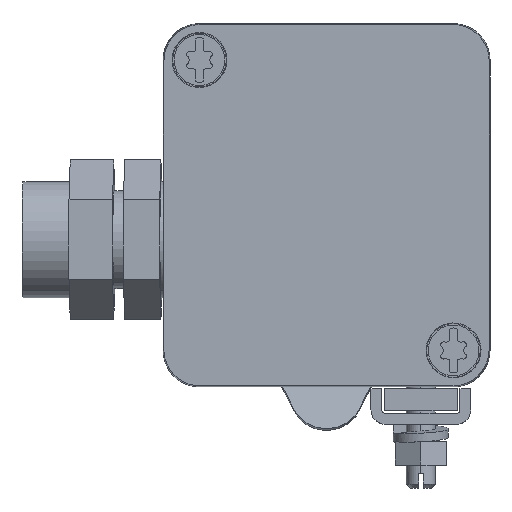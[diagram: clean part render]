
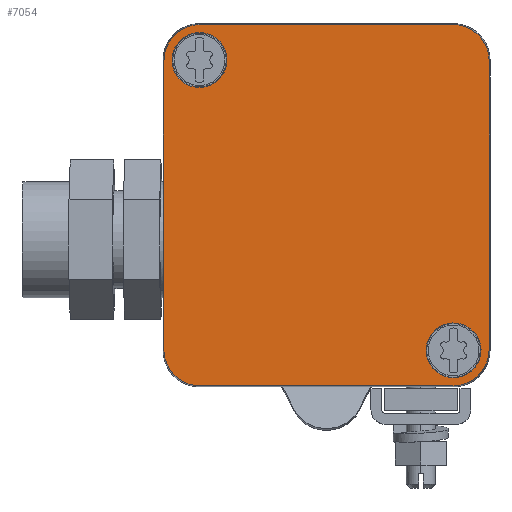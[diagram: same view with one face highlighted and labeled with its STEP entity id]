
A CAD part, top view. The second image highlights one B-rep face of the part: STEP entity #7054.
In plain terms, the highlighted planar face has unit normal (0, 0, 1).
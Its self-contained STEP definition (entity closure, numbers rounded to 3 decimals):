
#480=AXIS2_PLACEMENT_3D('Circle Axis2P3D',#478,#479,$) ;
#507=AXIS2_PLACEMENT_3D('Circle Axis2P3D',#505,#506,$) ;
#539=AXIS2_PLACEMENT_3D('Circle Axis2P3D',#537,#538,$) ;
#566=AXIS2_PLACEMENT_3D('Circle Axis2P3D',#564,#565,$) ;
#7034=AXIS2_PLACEMENT_3D('Plane Axis2P3D',#7031,#7032,#7033) ;
#48=CARTESIAN_POINT('Vertex',(19.549,19.054,36.74)) ;
#51=CARTESIAN_POINT('Line Origine',(19.549,38.95,36.74)) ;
#55=CARTESIAN_POINT('Vertex',(19.549,58.846,36.74)) ;
#83=CARTESIAN_POINT('Control Point',(19.549,58.846,36.74)) ;
#84=CARTESIAN_POINT('Control Point',(19.549,60.417,36.74)) ;
#85=CARTESIAN_POINT('Control Point',(20.164,61.989,36.74)) ;
#86=CARTESIAN_POINT('Control Point',(21.406,63.23,36.74)) ;
#87=CARTESIAN_POINT('Control Point',(22.978,63.845,36.74)) ;
#88=CARTESIAN_POINT('Control Point',(24.549,63.845,36.74)) ;
#89=CARTESIAN_POINT('Vertex',(24.549,63.845,36.74)) ;
#121=CARTESIAN_POINT('Control Point',(24.549,14.055,36.74)) ;
#122=CARTESIAN_POINT('Control Point',(22.978,14.055,36.74)) ;
#123=CARTESIAN_POINT('Control Point',(21.406,14.67,36.74)) ;
#124=CARTESIAN_POINT('Control Point',(20.164,15.911,36.74)) ;
#125=CARTESIAN_POINT('Control Point',(19.549,17.483,36.74)) ;
#126=CARTESIAN_POINT('Control Point',(19.549,19.054,36.74)) ;
#127=CARTESIAN_POINT('Vertex',(24.549,14.055,36.74)) ;
#346=CARTESIAN_POINT('Line Origine',(41.945,63.845,36.74)) ;
#350=CARTESIAN_POINT('Vertex',(59.341,63.845,36.74)) ;
#371=CARTESIAN_POINT('Line Origine',(41.945,14.055,36.74)) ;
#375=CARTESIAN_POINT('Vertex',(59.341,14.055,36.74)) ;
#397=CARTESIAN_POINT('Control Point',(64.34,19.054,36.74)) ;
#398=CARTESIAN_POINT('Control Point',(64.34,17.483,36.74)) ;
#399=CARTESIAN_POINT('Control Point',(63.725,15.911,36.74)) ;
#400=CARTESIAN_POINT('Control Point',(62.483,14.67,36.74)) ;
#401=CARTESIAN_POINT('Control Point',(60.911,14.055,36.74)) ;
#402=CARTESIAN_POINT('Control Point',(59.341,14.055,36.74)) ;
#403=CARTESIAN_POINT('Vertex',(64.34,19.054,36.74)) ;
#427=CARTESIAN_POINT('Vertex',(64.34,58.846,36.74)) ;
#430=CARTESIAN_POINT('Line Origine',(64.34,38.95,36.74)) ;
#449=CARTESIAN_POINT('Control Point',(59.341,63.845,36.74)) ;
#450=CARTESIAN_POINT('Control Point',(60.911,63.845,36.74)) ;
#451=CARTESIAN_POINT('Control Point',(62.483,63.23,36.74)) ;
#452=CARTESIAN_POINT('Control Point',(63.725,61.989,36.74)) ;
#453=CARTESIAN_POINT('Control Point',(64.34,60.417,36.74)) ;
#454=CARTESIAN_POINT('Control Point',(64.34,58.846,36.74)) ;
#475=CARTESIAN_POINT('Vertex',(61.257,22.268,36.74)) ;
#478=CARTESIAN_POINT('Axis2P3D Location',(59.445,18.95,36.74)) ;
#482=CARTESIAN_POINT('Vertex',(57.632,15.632,36.74)) ;
#505=CARTESIAN_POINT('Axis2P3D Location',(59.445,18.95,36.74)) ;
#534=CARTESIAN_POINT('Vertex',(26.257,62.268,36.74)) ;
#537=CARTESIAN_POINT('Axis2P3D Location',(24.445,58.95,36.74)) ;
#541=CARTESIAN_POINT('Vertex',(22.632,55.632,36.74)) ;
#564=CARTESIAN_POINT('Axis2P3D Location',(24.445,58.95,36.74)) ;
#7031=CARTESIAN_POINT('Axis2P3D Location',(41.945,38.95,36.74)) ;
#52=DIRECTION('Vector Direction',(0.,1.,0.)) ;
#347=DIRECTION('Vector Direction',(-1.,0.,0.)) ;
#372=DIRECTION('Vector Direction',(-1.,0.,0.)) ;
#431=DIRECTION('Vector Direction',(0.,-1.,0.)) ;
#479=DIRECTION('Axis2P3D Direction',(0.,0.,1.)) ;
#506=DIRECTION('Axis2P3D Direction',(0.,0.,1.)) ;
#538=DIRECTION('Axis2P3D Direction',(0.,0.,1.)) ;
#565=DIRECTION('Axis2P3D Direction',(0.,0.,1.)) ;
#7032=DIRECTION('Axis2P3D Direction',(0.,0.,1.)) ;
#7033=DIRECTION('Axis2P3D XDirection',(0.,-1.,0.)) ;
#53=VECTOR('Line Direction',#52,1.) ;
#348=VECTOR('Line Direction',#347,1.) ;
#373=VECTOR('Line Direction',#372,1.) ;
#432=VECTOR('Line Direction',#431,1.) ;
#7037=ORIENTED_EDGE('',*,*,#57,.T.) ;
#7038=ORIENTED_EDGE('',*,*,#129,.F.) ;
#7039=ORIENTED_EDGE('',*,*,#377,.F.) ;
#7040=ORIENTED_EDGE('',*,*,#405,.F.) ;
#7041=ORIENTED_EDGE('',*,*,#434,.F.) ;
#7042=ORIENTED_EDGE('',*,*,#455,.F.) ;
#7043=ORIENTED_EDGE('',*,*,#352,.T.) ;
#7044=ORIENTED_EDGE('',*,*,#91,.F.) ;
#7047=ORIENTED_EDGE('',*,*,#568,.F.) ;
#7048=ORIENTED_EDGE('',*,*,#543,.F.) ;
#7051=ORIENTED_EDGE('',*,*,#484,.F.) ;
#7052=ORIENTED_EDGE('',*,*,#509,.F.) ;
#7049=FACE_BOUND('',#7046,.T.) ;
#7053=FACE_BOUND('',#7050,.T.) ;
#7054=ADVANCED_FACE('FBCon',(#7045,#7049,#7053),#7035,.T.) ;
#82=B_SPLINE_CURVE_WITH_KNOTS('',5,(#83,#84,#85,#86,#87,#88),.UNSPECIFIED.,.F.,.U.,(6,6),(0.,11.106),.UNSPECIFIED.) ;
#120=B_SPLINE_CURVE_WITH_KNOTS('',5,(#121,#122,#123,#124,#125,#126),.UNSPECIFIED.,.F.,.U.,(6,6),(0.,11.106),.UNSPECIFIED.) ;
#396=B_SPLINE_CURVE_WITH_KNOTS('',5,(#397,#398,#399,#400,#401,#402),.UNSPECIFIED.,.F.,.U.,(6,6),(0.,11.106),.UNSPECIFIED.) ;
#448=B_SPLINE_CURVE_WITH_KNOTS('',5,(#449,#450,#451,#452,#453,#454),.UNSPECIFIED.,.F.,.U.,(6,6),(0.,11.106),.UNSPECIFIED.) ;
#481=CIRCLE('generated circle',#480,3.781) ;
#508=CIRCLE('generated circle',#507,3.781) ;
#540=CIRCLE('generated circle',#539,3.781) ;
#567=CIRCLE('generated circle',#566,3.781) ;
#57=EDGE_CURVE('',#56,#49,#54,.F.) ;
#91=EDGE_CURVE('',#56,#90,#82,.T.) ;
#129=EDGE_CURVE('',#128,#49,#120,.T.) ;
#352=EDGE_CURVE('',#351,#90,#349,.T.) ;
#377=EDGE_CURVE('',#376,#128,#374,.T.) ;
#405=EDGE_CURVE('',#404,#376,#396,.T.) ;
#434=EDGE_CURVE('',#428,#404,#433,.T.) ;
#455=EDGE_CURVE('',#351,#428,#448,.T.) ;
#484=EDGE_CURVE('',#476,#483,#481,.T.) ;
#509=EDGE_CURVE('',#483,#476,#508,.T.) ;
#543=EDGE_CURVE('',#535,#542,#540,.T.) ;
#568=EDGE_CURVE('',#542,#535,#567,.T.) ;
#7036=EDGE_LOOP('',(#7037,#7038,#7039,#7040,#7041,#7042,#7043,#7044)) ;
#7046=EDGE_LOOP('',(#7047,#7048)) ;
#7050=EDGE_LOOP('',(#7051,#7052)) ;
#7045=FACE_OUTER_BOUND('',#7036,.T.) ;
#54=LINE('Line',#51,#53) ;
#349=LINE('Line',#346,#348) ;
#374=LINE('Line',#371,#373) ;
#433=LINE('Line',#430,#432) ;
#7035=PLANE('',#7034) ;
#49=VERTEX_POINT('',#48) ;
#56=VERTEX_POINT('',#55) ;
#90=VERTEX_POINT('',#89) ;
#128=VERTEX_POINT('',#127) ;
#351=VERTEX_POINT('',#350) ;
#376=VERTEX_POINT('',#375) ;
#404=VERTEX_POINT('',#403) ;
#428=VERTEX_POINT('',#427) ;
#476=VERTEX_POINT('',#475) ;
#483=VERTEX_POINT('',#482) ;
#535=VERTEX_POINT('',#534) ;
#542=VERTEX_POINT('',#541) ;
